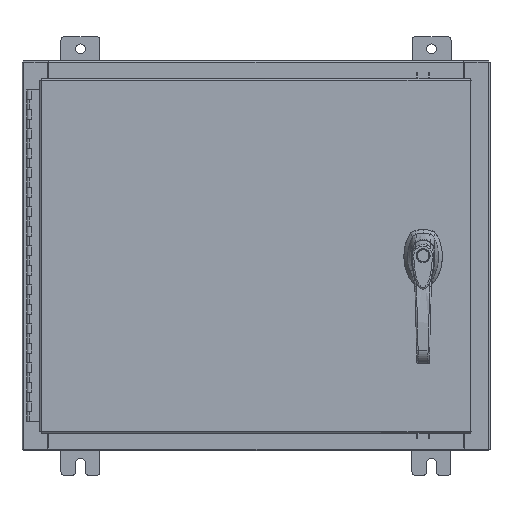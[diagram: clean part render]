
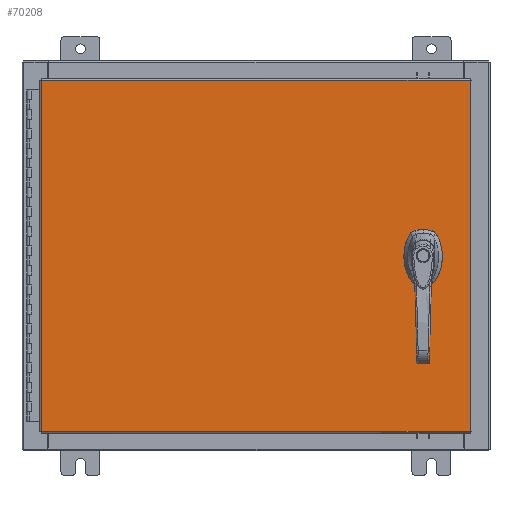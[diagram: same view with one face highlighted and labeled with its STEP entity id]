
A CAD part, top view. The second image highlights one B-rep face of the part: STEP entity #70208.
In plain terms, the highlighted planar face has unit normal (0, 0, 1).
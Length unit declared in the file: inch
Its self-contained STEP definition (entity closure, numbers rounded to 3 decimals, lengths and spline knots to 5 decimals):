
#285 = VECTOR ( 'NONE', #85222, 39.37008 ) ;
#591 = ORIENTED_EDGE ( 'NONE', *, *, #10135, .T. ) ;
#1805 = EDGE_CURVE ( 'NONE', #106779, #90487, #85909, .T. ) ;
#2941 = DIRECTION ( 'NONE',  ( 1., 0., 0. ) ) ;
#3165 = VECTOR ( 'NONE', #30396, 39.37008 ) ;
#3634 = ORIENTED_EDGE ( 'NONE', *, *, #93635, .F. ) ;
#4517 = VERTEX_POINT ( 'NONE', #45780 ) ;
#5559 = DIRECTION ( 'NONE',  ( 0., 0., 1. ) ) ;
#5671 = DIRECTION ( 'NONE',  ( -1., 0., 0. ) ) ;
#5724 = VECTOR ( 'NONE', #57062, 39.37008 ) ;
#5802 = ORIENTED_EDGE ( 'NONE', *, *, #98475, .F. ) ;
#5841 = EDGE_CURVE ( 'NONE', #71262, #17567, #65582, .T. ) ;
#7024 = DIRECTION ( 'NONE',  ( 0., 0., 1. ) ) ;
#10135 = EDGE_CURVE ( 'NONE', #88581, #93062, #45761, .T. ) ;
#11087 = FACE_BOUND ( 'NONE', #14654, .T. ) ;
#11688 = EDGE_LOOP ( 'NONE', ( #47521, #3634 ) ) ;
#13550 = VECTOR ( 'NONE', #74436, 39.37008 ) ;
#14457 = CARTESIAN_POINT ( 'NONE',  ( -10.9903, 9.0063, 0. ) ) ;
#14654 = EDGE_LOOP ( 'NONE', ( #80060, #92912, #92523, #5802, #86877, #110512, #65455, #98204 ) ) ;
#14729 = CARTESIAN_POINT ( 'NONE',  ( 10.9903, -9.0063, 0. ) ) ;
#16755 = ORIENTED_EDGE ( 'NONE', *, *, #58533, .T. ) ;
#17449 = EDGE_LOOP ( 'NONE', ( #591, #105437, #53045, #16755 ) ) ;
#17567 = VERTEX_POINT ( 'NONE', #53990 ) ;
#18124 = VERTEX_POINT ( 'NONE', #21928 ) ;
#18509 = LINE ( 'NONE', #72627, #109360 ) ;
#19055 = CARTESIAN_POINT ( 'NONE',  ( -10.9903, -9.0063, 0. ) ) ;
#20822 = CARTESIAN_POINT ( 'NONE',  ( 8.578, 0., 0. ) ) ;
#21928 = CARTESIAN_POINT ( 'NONE',  ( 10.9903, 9.0063, 0. ) ) ;
#26570 = EDGE_CURVE ( 'NONE', #17567, #40537, #18509, .T. ) ;
#27493 = AXIS2_PLACEMENT_3D ( 'NONE', #28177, #105119, #53964 ) ;
#28177 = CARTESIAN_POINT ( 'NONE',  ( 0., 0., 0. ) ) ;
#28231 = CARTESIAN_POINT ( 'NONE',  ( 8.37777, -0.403, 0. ) ) ;
#29379 = DIRECTION ( 'NONE',  ( 1., 0., 0. ) ) ;
#30396 = DIRECTION ( 'NONE',  ( -1., 0., 0. ) ) ;
#31856 = CARTESIAN_POINT ( 'NONE',  ( 8.578, 0., 0. ) ) ;
#31992 = AXIS2_PLACEMENT_3D ( 'NONE', #20822, #80487, #29379 ) ;
#34910 = VECTOR ( 'NONE', #5671, 39.37008 ) ;
#36652 = CARTESIAN_POINT ( 'NONE',  ( 8.578, -1.338, 0. ) ) ;
#36998 = CARTESIAN_POINT ( 'NONE',  ( 0., -0.403, 0. ) ) ;
#37553 = LINE ( 'NONE', #65381, #34910 ) ;
#39765 = CARTESIAN_POINT ( 'NONE',  ( 8.37777, 0.403, 0. ) ) ;
#40411 = DIRECTION ( 'NONE',  ( 1., 0., 0. ) ) ;
#40537 = VERTEX_POINT ( 'NONE', #97261 ) ;
#40668 = AXIS2_PLACEMENT_3D ( 'NONE', #58212, #7024, #66727 ) ;
#41188 = CARTESIAN_POINT ( 'NONE',  ( 8.4065, -1.338, 0. ) ) ;
#45233 = DIRECTION ( 'NONE',  ( 1., 0., 0. ) ) ;
#45761 = LINE ( 'NONE', #73288, #65830 ) ;
#45780 = CARTESIAN_POINT ( 'NONE',  ( 8.7495, -1.338, 0. ) ) ;
#47521 = ORIENTED_EDGE ( 'NONE', *, *, #84565, .F. ) ;
#52064 = CARTESIAN_POINT ( 'NONE',  ( 8.77823, 0.403, 0. ) ) ;
#53045 = ORIENTED_EDGE ( 'NONE', *, *, #78525, .T. ) ;
#53232 = PLANE ( 'NONE',  #27493 ) ;
#53819 = FACE_OUTER_BOUND ( 'NONE', #17449, .T. ) ;
#53964 = DIRECTION ( 'NONE',  ( -1., 0., 0. ) ) ;
#53990 = CARTESIAN_POINT ( 'NONE',  ( 8.175, 0.20023, 0. ) ) ;
#54068 = DIRECTION ( 'NONE',  ( 0., 0., 1. ) ) ;
#55559 = CARTESIAN_POINT ( 'NONE',  ( 8.77823, -0.403, 0. ) ) ;
#56741 = CARTESIAN_POINT ( 'NONE',  ( 8.578, 0., 0. ) ) ;
#56867 = VERTEX_POINT ( 'NONE', #67158 ) ;
#57062 = DIRECTION ( 'NONE',  ( 0., -1., 0. ) ) ;
#57732 = EDGE_CURVE ( 'NONE', #82220, #71262, #96614, .T. ) ;
#57876 = VERTEX_POINT ( 'NONE', #67317 ) ;
#57898 = VECTOR ( 'NONE', #67928, 39.37008 ) ;
#58212 = CARTESIAN_POINT ( 'NONE',  ( 8.578, -1.338, 0. ) ) ;
#58533 = EDGE_CURVE ( 'NONE', #56867, #88581, #73786, .T. ) ;
#58908 = AXIS2_PLACEMENT_3D ( 'NONE', #36652, #96375, #45233 ) ;
#59013 = LINE ( 'NONE', #14729, #13550 ) ;
#61153 = CIRCLE ( 'NONE', #86011, 0.45 ) ;
#62559 = DIRECTION ( 'NONE',  ( 1., 0., 0. ) ) ;
#62911 = VERTEX_POINT ( 'NONE', #80868 ) ;
#65270 = DIRECTION ( 'NONE',  ( 1., 0., 0. ) ) ;
#65381 = CARTESIAN_POINT ( 'NONE',  ( 10.9903, 9.0063, 0. ) ) ;
#65455 = ORIENTED_EDGE ( 'NONE', *, *, #57732, .F. ) ;
#65582 = CIRCLE ( 'NONE', #98713, 0.45 ) ;
#65830 = VECTOR ( 'NONE', #62559, 39.37008 ) ;
#66727 = DIRECTION ( 'NONE',  ( 1., 0., 0. ) ) ;
#67158 = CARTESIAN_POINT ( 'NONE',  ( -10.9903, 9.0063, 0. ) ) ;
#67317 = CARTESIAN_POINT ( 'NONE',  ( 8.981, 0.20023, 0. ) ) ;
#67928 = DIRECTION ( 'NONE',  ( 1., 0., 0. ) ) ;
#68073 = CARTESIAN_POINT ( 'NONE',  ( 8.981, 0., 0. ) ) ;
#69439 = CARTESIAN_POINT ( 'NONE',  ( 10.9903, -9.0063, 0. ) ) ;
#70208 = ADVANCED_FACE ( 'NONE', ( #99195, #53819, #11087 ), #53232, .F. ) ;
#71262 = VERTEX_POINT ( 'NONE', #39765 ) ;
#71863 = EDGE_CURVE ( 'NONE', #93062, #18124, #59013, .T. ) ;
#72176 = EDGE_CURVE ( 'NONE', #90487, #62911, #87116, .T. ) ;
#72627 = CARTESIAN_POINT ( 'NONE',  ( 8.175, 0., 0. ) ) ;
#73288 = CARTESIAN_POINT ( 'NONE',  ( -10.9903, -9.0063, 0. ) ) ;
#73786 = LINE ( 'NONE', #14457, #5724 ) ;
#74436 = DIRECTION ( 'NONE',  ( 0., 1., 0. ) ) ;
#78525 = EDGE_CURVE ( 'NONE', #18124, #56867, #37553, .T. ) ;
#80060 = ORIENTED_EDGE ( 'NONE', *, *, #104653, .T. ) ;
#80487 = DIRECTION ( 'NONE',  ( 0., 0., 1. ) ) ;
#80592 = VERTEX_POINT ( 'NONE', #41188 ) ;
#80868 = CARTESIAN_POINT ( 'NONE',  ( 8.981, -0.20023, 0. ) ) ;
#81209 = DIRECTION ( 'NONE',  ( 0., -1., 0. ) ) ;
#82220 = VERTEX_POINT ( 'NONE', #52064 ) ;
#84565 = EDGE_CURVE ( 'NONE', #4517, #80592, #102580, .T. ) ;
#85222 = DIRECTION ( 'NONE',  ( 0., -1., 0. ) ) ;
#85909 = LINE ( 'NONE', #36998, #57898 ) ;
#86011 = AXIS2_PLACEMENT_3D ( 'NONE', #31856, #91615, #40411 ) ;
#86877 = ORIENTED_EDGE ( 'NONE', *, *, #26570, .F. ) ;
#87116 = CIRCLE ( 'NONE', #110583, 0.45 ) ;
#88143 = CIRCLE ( 'NONE', #40668, 0.1715 ) ;
#88581 = VERTEX_POINT ( 'NONE', #19055 ) ;
#90123 = CARTESIAN_POINT ( 'NONE',  ( 0., 0.403, 0. ) ) ;
#90487 = VERTEX_POINT ( 'NONE', #55559 ) ;
#91615 = DIRECTION ( 'NONE',  ( 0., 0., 1. ) ) ;
#92523 = ORIENTED_EDGE ( 'NONE', *, *, #1805, .F. ) ;
#92912 = ORIENTED_EDGE ( 'NONE', *, *, #72176, .F. ) ;
#93062 = VERTEX_POINT ( 'NONE', #69439 ) ;
#93635 = EDGE_CURVE ( 'NONE', #80592, #4517, #88143, .T. ) ;
#93773 = LINE ( 'NONE', #68073, #285 ) ;
#96375 = DIRECTION ( 'NONE',  ( 0., 0., 1. ) ) ;
#96614 = LINE ( 'NONE', #90123, #3165 ) ;
#97261 = CARTESIAN_POINT ( 'NONE',  ( 8.175, -0.20023, 0. ) ) ;
#98204 = ORIENTED_EDGE ( 'NONE', *, *, #108050, .F. ) ;
#98475 = EDGE_CURVE ( 'NONE', #40537, #106779, #61153, .T. ) ;
#98713 = AXIS2_PLACEMENT_3D ( 'NONE', #56741, #5559, #65270 ) ;
#99195 = FACE_BOUND ( 'NONE', #11688, .T. ) ;
#101388 = CIRCLE ( 'NONE', #31992, 0.45 ) ;
#102580 = CIRCLE ( 'NONE', #58908, 0.1715 ) ;
#104653 = EDGE_CURVE ( 'NONE', #57876, #62911, #93773, .T. ) ;
#105119 = DIRECTION ( 'NONE',  ( 0., 0., -1. ) ) ;
#105212 = CARTESIAN_POINT ( 'NONE',  ( 8.578, 0., 0. ) ) ;
#105437 = ORIENTED_EDGE ( 'NONE', *, *, #71863, .T. ) ;
#106779 = VERTEX_POINT ( 'NONE', #28231 ) ;
#108050 = EDGE_CURVE ( 'NONE', #57876, #82220, #101388, .T. ) ;
#109360 = VECTOR ( 'NONE', #81209, 39.37008 ) ;
#110512 = ORIENTED_EDGE ( 'NONE', *, *, #5841, .F. ) ;
#110583 = AXIS2_PLACEMENT_3D ( 'NONE', #105212, #54068, #2941 ) ;
